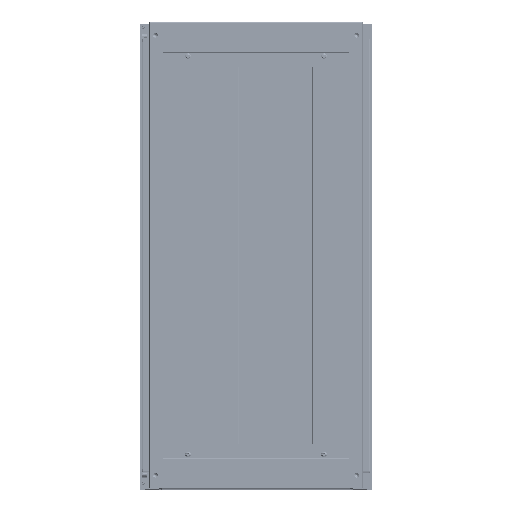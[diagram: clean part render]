
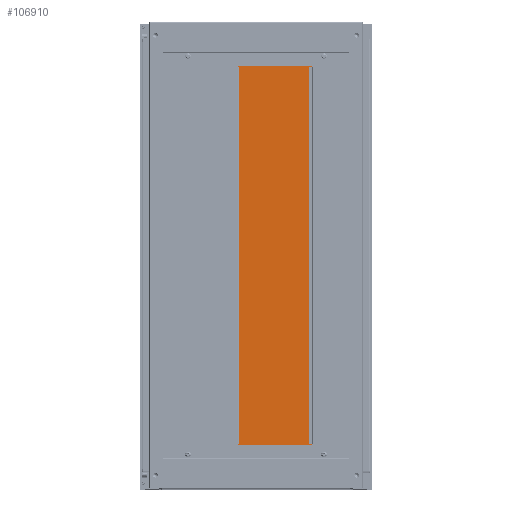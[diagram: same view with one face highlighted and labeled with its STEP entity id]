
A CAD part, top view. The second image highlights one B-rep face of the part: STEP entity #106910.
In plain terms, the highlighted face is planar.
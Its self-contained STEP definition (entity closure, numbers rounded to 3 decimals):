
#12656 = CARTESIAN_POINT ( 'NONE',  ( 485., -97.99, 1.5 ) ) ;
#12659 = CARTESIAN_POINT ( 'NONE',  ( -485., -97.99, 1.5 ) ) ;
#12661 = CARTESIAN_POINT ( 'NONE',  ( 485., -99., 1.5 ) ) ;
#12664 = CARTESIAN_POINT ( 'NONE',  ( 500., -99., 1.5 ) ) ;
#12666 = CARTESIAN_POINT ( 'NONE',  ( 500., 99., 1.5 ) ) ;
#12668 = CARTESIAN_POINT ( 'NONE',  ( -500., 99., 1.5 ) ) ;
#12671 = CARTESIAN_POINT ( 'NONE',  ( -500., -99., 1.5 ) ) ;
#12674 = CARTESIAN_POINT ( 'NONE',  ( -485., -99., 1.5 ) ) ;
#28458 = CARTESIAN_POINT ( 'NONE',  ( -500., -99., 1.5 ) ) ;
#28463 = PLANE ( 'NONE',  #35702 ) ;
#28468 = DIRECTION ( 'NONE',  ( 0., 0., 1. ) ) ;
#28469 = DIRECTION ( 'NONE',  ( 1., 0., 0. ) ) ;
#30277 = FACE_OUTER_BOUND ( 'NONE', #89183, .T. ) ;
#35702 = AXIS2_PLACEMENT_3D ( 'NONE', #28458, #28468, #28469 ) ;
#89183 = EDGE_LOOP ( 'NONE', ( #118298, #118304, #118310, #118314, #118320, #118326, #118331, #118337 ) ) ;
#106910 = ADVANCED_FACE ( 'NONE', ( #30277 ), #28463, .T. ) ;
#110227 = VERTEX_POINT ( 'NONE', #12656 ) ;
#110228 = VERTEX_POINT ( 'NONE', #12659 ) ;
#110229 = VERTEX_POINT ( 'NONE', #12661 ) ;
#110230 = VERTEX_POINT ( 'NONE', #12664 ) ;
#110231 = VERTEX_POINT ( 'NONE', #12666 ) ;
#110232 = VERTEX_POINT ( 'NONE', #12668 ) ;
#110233 = VERTEX_POINT ( 'NONE', #12671 ) ;
#110234 = VERTEX_POINT ( 'NONE', #12674 ) ;
#118298 = ORIENTED_EDGE ( 'NONE', *, *, #131597, .F. ) ;
#118304 = ORIENTED_EDGE ( 'NONE', *, *, #131594, .T. ) ;
#118310 = ORIENTED_EDGE ( 'NONE', *, *, #131591, .T. ) ;
#118314 = ORIENTED_EDGE ( 'NONE', *, *, #131603, .T. ) ;
#118320 = ORIENTED_EDGE ( 'NONE', *, *, #131577, .T. ) ;
#118326 = ORIENTED_EDGE ( 'NONE', *, *, #131585, .T. ) ;
#118331 = ORIENTED_EDGE ( 'NONE', *, *, #131607, .T. ) ;
#118337 = ORIENTED_EDGE ( 'NONE', *, *, #131613, .F. ) ;
#131577 = EDGE_CURVE ( 'NONE', #110231, #110232, #142780, .T. ) ;
#131585 = EDGE_CURVE ( 'NONE', #110232, #110233, #142807, .T. ) ;
#131591 = EDGE_CURVE ( 'NONE', #110229, #110230, #142811, .T. ) ;
#131594 = EDGE_CURVE ( 'NONE', #110227, #110229, #142816, .T. ) ;
#131597 = EDGE_CURVE ( 'NONE', #110227, #110228, #142820, .T. ) ;
#131603 = EDGE_CURVE ( 'NONE', #110230, #110231, #142823, .T. ) ;
#131607 = EDGE_CURVE ( 'NONE', #110233, #110234, #142827, .T. ) ;
#131613 = EDGE_CURVE ( 'NONE', #110228, #110234, #142831, .T. ) ;
#142780 = LINE ( 'NONE', #144766, #142799 ) ;
#142799 = VECTOR ( 'NONE', #144771, 1000. ) ;
#142807 = LINE ( 'NONE', #144774, #142809 ) ;
#142809 = VECTOR ( 'NONE', #144775, 1000. ) ;
#142811 = LINE ( 'NONE', #144776, #142813 ) ;
#142813 = VECTOR ( 'NONE', #144777, 1000. ) ;
#142816 = LINE ( 'NONE', #144778, #142818 ) ;
#142818 = VECTOR ( 'NONE', #144779, 1000. ) ;
#142820 = LINE ( 'NONE', #144780, #142822 ) ;
#142822 = VECTOR ( 'NONE', #144781, 1000. ) ;
#142823 = LINE ( 'NONE', #144782, #142825 ) ;
#142825 = VECTOR ( 'NONE', #144783, 1000. ) ;
#142827 = LINE ( 'NONE', #144784, #142829 ) ;
#142829 = VECTOR ( 'NONE', #144785, 1000. ) ;
#142831 = LINE ( 'NONE', #144786, #142833 ) ;
#142833 = VECTOR ( 'NONE', #144787, 1000. ) ;
#144766 = CARTESIAN_POINT ( 'NONE',  ( -500., 99., 1.5 ) ) ;
#144771 = DIRECTION ( 'NONE',  ( -1., 0., 0. ) ) ;
#144774 = CARTESIAN_POINT ( 'NONE',  ( -500., 99., 1.5 ) ) ;
#144775 = DIRECTION ( 'NONE',  ( 0., -1., 0. ) ) ;
#144776 = CARTESIAN_POINT ( 'NONE',  ( -500., -99., 1.5 ) ) ;
#144777 = DIRECTION ( 'NONE',  ( 1., 0., 0. ) ) ;
#144778 = CARTESIAN_POINT ( 'NONE',  ( 485., -98., 1.5 ) ) ;
#144779 = DIRECTION ( 'NONE',  ( 0., -1., 0. ) ) ;
#144780 = CARTESIAN_POINT ( 'NONE',  ( 485., -97.99, 1.5 ) ) ;
#144781 = DIRECTION ( 'NONE',  ( -1., 0., 0. ) ) ;
#144782 = CARTESIAN_POINT ( 'NONE',  ( 500., 99., 1.5 ) ) ;
#144783 = DIRECTION ( 'NONE',  ( 0., 1., 0. ) ) ;
#144784 = CARTESIAN_POINT ( 'NONE',  ( -500., -99., 1.5 ) ) ;
#144785 = DIRECTION ( 'NONE',  ( 1., 0., 0. ) ) ;
#144786 = CARTESIAN_POINT ( 'NONE',  ( -485., -98., 1.5 ) ) ;
#144787 = DIRECTION ( 'NONE',  ( 0., -1., 0. ) ) ;
